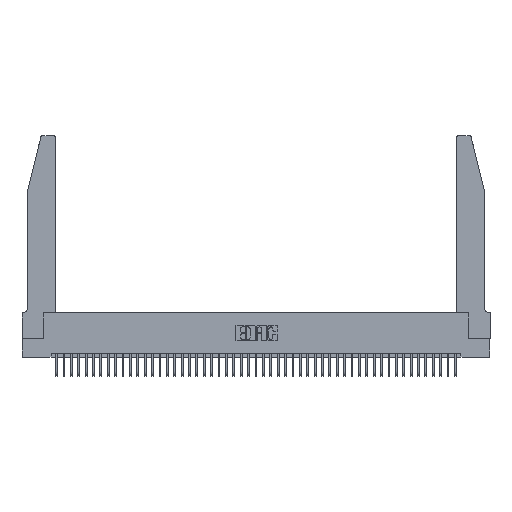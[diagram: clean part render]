
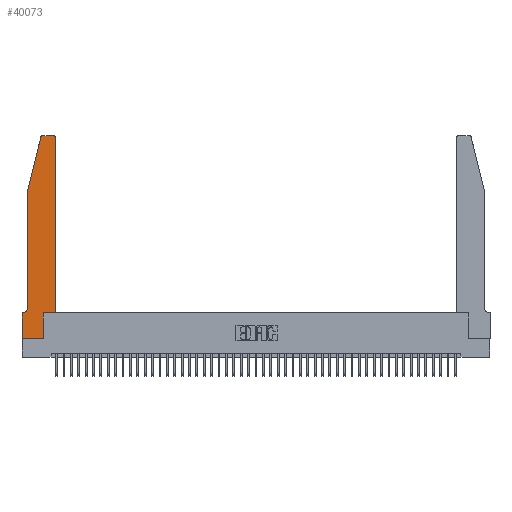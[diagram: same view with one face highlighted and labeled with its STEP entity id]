
A CAD part, top view. The second image highlights one B-rep face of the part: STEP entity #40073.
In plain terms, the highlighted planar face has unit normal (0, 0, 1).
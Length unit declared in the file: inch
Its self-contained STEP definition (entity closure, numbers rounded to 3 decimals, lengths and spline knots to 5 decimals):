
#209 = DIRECTION ( 'NONE',  ( 0., -1., 0. ) ) ;
#616 = VECTOR ( 'NONE', #209, 39.37008 ) ;
#744 = DIRECTION ( 'NONE',  ( -0.239, -0.971, 0. ) ) ;
#1490 = EDGE_CURVE ( 'NONE', #27174, #28250, #9666, .T. ) ;
#1688 = LINE ( 'NONE', #41360, #616 ) ;
#2235 = CARTESIAN_POINT ( 'NONE',  ( 0., 0., 0.37 ) ) ;
#2286 = EDGE_CURVE ( 'NONE', #32488, #19183, #39203, .T. ) ;
#2494 = AXIS2_PLACEMENT_3D ( 'NONE', #13483, #23903, #3289 ) ;
#2565 = VECTOR ( 'NONE', #13638, 39.37008 ) ;
#3136 = EDGE_CURVE ( 'NONE', #10249, #35055, #33211, .T. ) ;
#3217 = DIRECTION ( 'NONE',  ( 1., 0., 0. ) ) ;
#3223 = CARTESIAN_POINT ( 'NONE',  ( 0.4505, 2.72, 0.37 ) ) ;
#3289 = DIRECTION ( 'NONE',  ( 1., 0., 0. ) ) ;
#3360 = ORIENTED_EDGE ( 'NONE', *, *, #42201, .T. ) ;
#3447 = DIRECTION ( 'NONE',  ( 0., 1., 0. ) ) ;
#3635 = LINE ( 'NONE', #6713, #2565 ) ;
#3669 = DIRECTION ( 'NONE',  ( 0., 0., -1. ) ) ;
#4053 = VERTEX_POINT ( 'NONE', #10909 ) ;
#4178 = DIRECTION ( 'NONE',  ( 0., -1., 0. ) ) ;
#4514 = ORIENTED_EDGE ( 'NONE', *, *, #40084, .T. ) ;
#5623 = CIRCLE ( 'NONE', #33129, 0.03 ) ;
#5774 = CIRCLE ( 'NONE', #6177, 0.03 ) ;
#6177 = AXIS2_PLACEMENT_3D ( 'NONE', #44328, #23826, #3217 ) ;
#6265 = VERTEX_POINT ( 'NONE', #43772 ) ;
#6297 = CARTESIAN_POINT ( 'NONE',  ( 0.4505, 0.35, 0.37 ) ) ;
#6713 = CARTESIAN_POINT ( 'NONE',  ( 0.0755, 0.35, 0.37 ) ) ;
#7159 = EDGE_CURVE ( 'NONE', #37018, #32488, #1688, .T. ) ;
#7703 = CARTESIAN_POINT ( 'NONE',  ( 0., 0., 0.37 ) ) ;
#9074 = LINE ( 'NONE', #24063, #36546 ) ;
#9118 = CARTESIAN_POINT ( 'NONE',  ( 0.0055, 0.35, 0.37 ) ) ;
#9119 = ORIENTED_EDGE ( 'NONE', *, *, #19347, .T. ) ;
#9204 = CARTESIAN_POINT ( 'NONE',  ( 0., 0.35, 0.37 ) ) ;
#9271 = VERTEX_POINT ( 'NONE', #25179 ) ;
#9666 = LINE ( 'NONE', #22020, #44056 ) ;
#10005 = ORIENTED_EDGE ( 'NONE', *, *, #22044, .T. ) ;
#10249 = VERTEX_POINT ( 'NONE', #33964 ) ;
#10390 = LINE ( 'NONE', #21378, #29776 ) ;
#10909 = CARTESIAN_POINT ( 'NONE',  ( 0.25487, 2.72718, 0.37 ) ) ;
#11840 = CARTESIAN_POINT ( 'NONE',  ( 0.284, 2.72, 0.37 ) ) ;
#13268 = LINE ( 'NONE', #24795, #30521 ) ;
#13327 = PLANE ( 'NONE',  #2494 ) ;
#13329 = ORIENTED_EDGE ( 'NONE', *, *, #31438, .T. ) ;
#13483 = CARTESIAN_POINT ( 'NONE',  ( 0., 0.35, 0.37 ) ) ;
#13638 = DIRECTION ( 'NONE',  ( -1., 0., 0. ) ) ;
#15327 = DIRECTION ( 'NONE',  ( 1., 0., 0. ) ) ;
#15902 = EDGE_CURVE ( 'NONE', #28250, #32294, #5774, .T. ) ;
#16137 = ORIENTED_EDGE ( 'NONE', *, *, #2286, .T. ) ;
#16528 = EDGE_CURVE ( 'NONE', #6265, #27174, #43399, .T. ) ;
#17111 = VECTOR ( 'NONE', #26929, 39.37008 ) ;
#17318 = ORIENTED_EDGE ( 'NONE', *, *, #7159, .T. ) ;
#18042 = VERTEX_POINT ( 'NONE', #42353 ) ;
#18146 = ORIENTED_EDGE ( 'NONE', *, *, #16528, .T. ) ;
#18481 = LINE ( 'NONE', #38305, #35621 ) ;
#19183 = VERTEX_POINT ( 'NONE', #20308 ) ;
#19347 = EDGE_CURVE ( 'NONE', #32294, #18042, #18481, .T. ) ;
#19715 = EDGE_LOOP ( 'NONE', ( #9119, #10005, #3360, #33243, #39771, #4514, #17318, #16137, #13329, #18146, #25762, #36772 ) ) ;
#20308 = CARTESIAN_POINT ( 'NONE',  ( 0.2865, 0., 0.37 ) ) ;
#20873 = FACE_OUTER_BOUND ( 'NONE', #19715, .T. ) ;
#21378 = CARTESIAN_POINT ( 'NONE',  ( 0.0755, 2., 0.37 ) ) ;
#22020 = CARTESIAN_POINT ( 'NONE',  ( 0.4505, 0.35, 0.37 ) ) ;
#22036 = VECTOR ( 'NONE', #26292, 39.37008 ) ;
#22044 = EDGE_CURVE ( 'NONE', #18042, #4053, #5623, .T. ) ;
#23826 = DIRECTION ( 'NONE',  ( 0., 0., 1. ) ) ;
#23903 = DIRECTION ( 'NONE',  ( 0., 0., 1. ) ) ;
#24063 = CARTESIAN_POINT ( 'NONE',  ( 0.2865, 0.35, 0.37 ) ) ;
#24289 = CARTESIAN_POINT ( 'NONE',  ( 0.0055, 0.42, 0.37 ) ) ;
#24795 = CARTESIAN_POINT ( 'NONE',  ( 0.0755, 2., 0.37 ) ) ;
#25179 = CARTESIAN_POINT ( 'NONE',  ( 0.0755, 2., 0.37 ) ) ;
#25463 = DIRECTION ( 'NONE',  ( 0., 1., 0. ) ) ;
#25762 = ORIENTED_EDGE ( 'NONE', *, *, #1490, .T. ) ;
#26292 = DIRECTION ( 'NONE',  ( 1., 0., 0. ) ) ;
#26929 = DIRECTION ( 'NONE',  ( 1., 0., 0. ) ) ;
#27174 = VERTEX_POINT ( 'NONE', #35168 ) ;
#27721 = DIRECTION ( 'NONE',  ( -1., 0., 0. ) ) ;
#28250 = VERTEX_POINT ( 'NONE', #3223 ) ;
#29776 = VECTOR ( 'NONE', #744, 39.37008 ) ;
#30521 = VECTOR ( 'NONE', #4178, 39.37008 ) ;
#31438 = EDGE_CURVE ( 'NONE', #19183, #6265, #9074, .T. ) ;
#32294 = VERTEX_POINT ( 'NONE', #42248 ) ;
#32488 = VERTEX_POINT ( 'NONE', #7703 ) ;
#33129 = AXIS2_PLACEMENT_3D ( 'NONE', #11840, #35898, #15327 ) ;
#33211 = CIRCLE ( 'NONE', #37793, 0.07 ) ;
#33243 = ORIENTED_EDGE ( 'NONE', *, *, #40240, .T. ) ;
#33964 = CARTESIAN_POINT ( 'NONE',  ( 0.0755, 0.42, 0.37 ) ) ;
#34838 = DIRECTION ( 'NONE',  ( -1., 0., 0. ) ) ;
#35055 = VERTEX_POINT ( 'NONE', #9118 ) ;
#35168 = CARTESIAN_POINT ( 'NONE',  ( 0.4505, 0.35, 0.37 ) ) ;
#35621 = VECTOR ( 'NONE', #34838, 39.37008 ) ;
#35898 = DIRECTION ( 'NONE',  ( 0., 0., 1. ) ) ;
#36546 = VECTOR ( 'NONE', #3447, 39.37008 ) ;
#36772 = ORIENTED_EDGE ( 'NONE', *, *, #15902, .T. ) ;
#37018 = VERTEX_POINT ( 'NONE', #9204 ) ;
#37793 = AXIS2_PLACEMENT_3D ( 'NONE', #24289, #3669, #27721 ) ;
#38305 = CARTESIAN_POINT ( 'NONE',  ( 0.2605, 2.75, 0.37 ) ) ;
#39203 = LINE ( 'NONE', #2235, #22036 ) ;
#39771 = ORIENTED_EDGE ( 'NONE', *, *, #3136, .T. ) ;
#40073 = ADVANCED_FACE ( 'NONE', ( #20873 ), #13327, .T. ) ;
#40084 = EDGE_CURVE ( 'NONE', #35055, #37018, #3635, .T. ) ;
#40240 = EDGE_CURVE ( 'NONE', #9271, #10249, #13268, .T. ) ;
#41360 = CARTESIAN_POINT ( 'NONE',  ( 0., 0., 0.37 ) ) ;
#42201 = EDGE_CURVE ( 'NONE', #4053, #9271, #10390, .T. ) ;
#42248 = CARTESIAN_POINT ( 'NONE',  ( 0.4205, 2.75, 0.37 ) ) ;
#42353 = CARTESIAN_POINT ( 'NONE',  ( 0.284, 2.75, 0.37 ) ) ;
#43399 = LINE ( 'NONE', #6297, #17111 ) ;
#43772 = CARTESIAN_POINT ( 'NONE',  ( 0.2865, 0.35, 0.37 ) ) ;
#44056 = VECTOR ( 'NONE', #25463, 39.37008 ) ;
#44328 = CARTESIAN_POINT ( 'NONE',  ( 0.4205, 2.72, 0.37 ) ) ;
